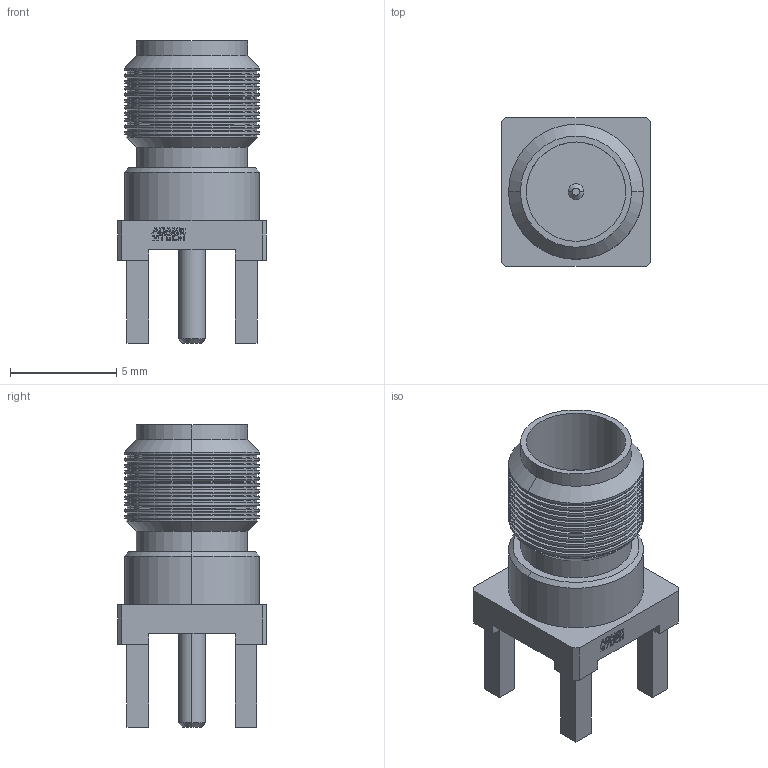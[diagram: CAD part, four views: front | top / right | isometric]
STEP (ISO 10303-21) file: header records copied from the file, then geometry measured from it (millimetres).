
FILE_DESCRIPTION (( 'STEP AP214' ), '1' );
FILE_NAME ('RF2-04A-T-00-50-G.STEP', '2023-04-08T01:47:10', ( '' ), ( '' ), 'SwSTEP 2.0', 'SolidWorks 2013', '' );
FILE_SCHEMA (( 'AUTOMOTIVE_DESIGN' ));
Length unit declared in the file: inch
Products named in the file (5): 2; 1; RF2-04A-T-00-50-G; Adam Tech Logo; 3
Assembly tree (4 placements, depth 2):
  RF2-04A-T-00-50-G
    1
    2
    3
    Adam Tech Logo
Bounding box: 7 x 7 x 14.24 mm (x, y, z)
Volume: 233.5 mm3; surface area: 626.8 mm2
Topology: 17 solids, 17 shells, 336 faces, 785 edges, 490 vertices
Faces by surface type: plane 190, cylinder 86, cone 54, bspline 6
Entity records: 14297 total; most frequent: CARTESIAN_POINT 1776, DIRECTION 1627, ORIENTED_EDGE 1570, EDGE_CURVE 785, LINE 593, VECTOR 593, AXIS2_PLACEMENT_3D 517, VERTEX_POINT 490
